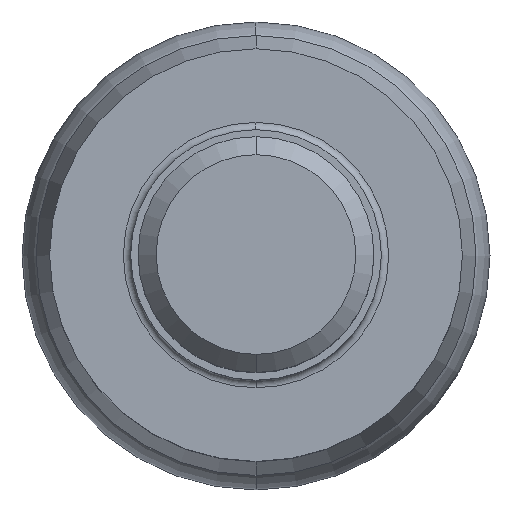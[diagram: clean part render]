
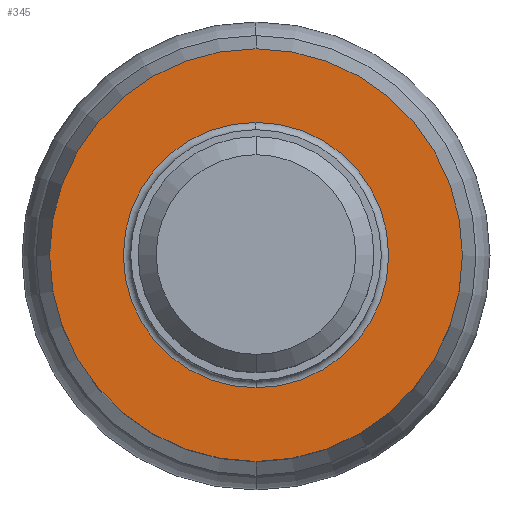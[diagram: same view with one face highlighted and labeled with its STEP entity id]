
A CAD part, top view. The second image highlights one B-rep face of the part: STEP entity #345.
In plain terms, the highlighted planar face has unit normal (0, 0, 1).
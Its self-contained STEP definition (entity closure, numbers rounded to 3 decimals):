
#215=EDGE_CURVE('',#409,#313,#503,.T.);
#233=EDGE_CURVE('',#313,#409,#523,.T.);
#299=VERTEX_POINT('',#595);
#313=VERTEX_POINT('',#612);
#325=EDGE_CURVE('',#327,#299,#625,.T.);
#327=VERTEX_POINT('',#627);
#345=ADVANCED_FACE('',(#647,#648),#649,.T.);
#397=EDGE_CURVE('',#299,#327,#708,.T.);
#409=VERTEX_POINT('',#721);
#503=CIRCLE('',#823,14.0);
#523=CIRCLE('',#851,14.0);
#595=CARTESIAN_POINT('',(0.0,9.0,0.0));
#612=CARTESIAN_POINT('',(0.0,14.0,0.0));
#625=CIRCLE('',#977,9.0);
#627=CARTESIAN_POINT('',(0.,-9.0,0.0));
#647=FACE_OUTER_BOUND('',#1000,.T.);
#648=FACE_BOUND('',#1001,.T.);
#649=PLANE('',#1002);
#708=CIRCLE('',#1082,9.0);
#721=CARTESIAN_POINT('',(0.,-14.0,0.0));
#823=AXIS2_PLACEMENT_3D('',#1209,#1210,#1211);
#851=AXIS2_PLACEMENT_3D('',#1239,#1240,#1241);
#977=AXIS2_PLACEMENT_3D('',#1369,#1370,#1371);
#1000=EDGE_LOOP('',(#1392,#1393));
#1001=EDGE_LOOP('',(#1394,#1395));
#1002=AXIS2_PLACEMENT_3D('',#1396,#1397,#1398);
#1082=AXIS2_PLACEMENT_3D('',#1490,#1491,#1492);
#1209=CARTESIAN_POINT('',(0.0,0.0,0.0));
#1210=DIRECTION('',(0.0,0.0,-1.0));
#1211=DIRECTION('',(0.0,1.0,0.0));
#1239=CARTESIAN_POINT('',(0.0,0.0,0.0));
#1240=DIRECTION('',(0.0,0.0,-1.0));
#1241=DIRECTION('',(0.0,1.0,0.0));
#1369=CARTESIAN_POINT('',(0.0,0.0,0.0));
#1370=DIRECTION('',(0.0,0.0,-1.0));
#1371=DIRECTION('',(0.0,1.0,0.0));
#1392=ORIENTED_EDGE('',*,*,#233,.F.);
#1393=ORIENTED_EDGE('',*,*,#215,.F.);
#1394=ORIENTED_EDGE('',*,*,#397,.T.);
#1395=ORIENTED_EDGE('',*,*,#325,.T.);
#1396=CARTESIAN_POINT('',(0.0,7.0,0.0));
#1397=DIRECTION('',(-0.0,0.0,1.0));
#1398=DIRECTION('',(0.0,-1.0,0.0));
#1490=CARTESIAN_POINT('',(0.0,0.0,0.0));
#1491=DIRECTION('',(0.0,0.0,-1.0));
#1492=DIRECTION('',(0.0,1.0,0.0));
